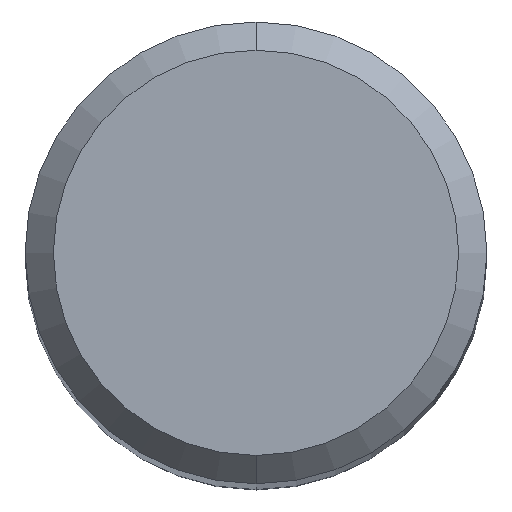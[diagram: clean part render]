
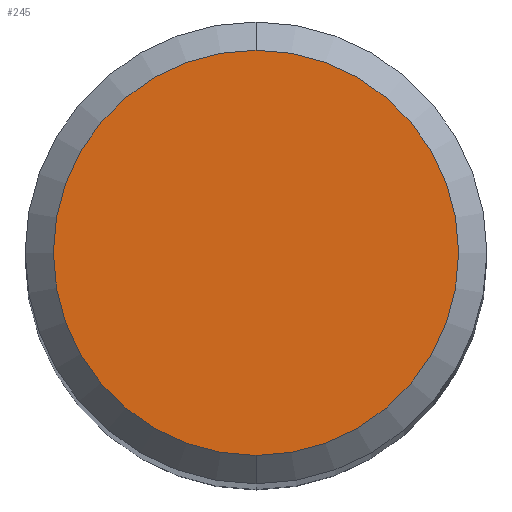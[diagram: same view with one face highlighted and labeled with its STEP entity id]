
A CAD part, top view. The second image highlights one B-rep face of the part: STEP entity #245.
In plain terms, the highlighted planar face has unit normal (0, 0, 1).
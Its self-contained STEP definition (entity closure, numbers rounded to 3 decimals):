
#161=VERTEX_POINT('',#397);
#171=EDGE_CURVE('',#229,#161,#411,.T.);
#229=VERTEX_POINT('',#475);
#237=EDGE_CURVE('',#161,#229,#483,.T.);
#245=ADVANCED_FACE('',(#492),#493,.T.);
#397=CARTESIAN_POINT('',(0.,-2.15,0.0));
#411=CIRCLE('',#673,2.15);
#475=CARTESIAN_POINT('',(0.0,2.15,0.0));
#483=CIRCLE('',#770,2.15);
#492=FACE_OUTER_BOUND('',#779,.T.);
#493=PLANE('',#780);
#673=AXIS2_PLACEMENT_3D('',#997,#998,#999);
#770=AXIS2_PLACEMENT_3D('',#1083,#1084,#1085);
#779=EDGE_LOOP('',(#1095,#1096));
#780=AXIS2_PLACEMENT_3D('',#1097,#1098,#1099);
#997=CARTESIAN_POINT('',(0.0,0.0,0.0));
#998=DIRECTION('',(0.0,0.0,-1.0));
#999=DIRECTION('',(0.0,1.0,0.0));
#1083=CARTESIAN_POINT('',(0.0,0.0,0.0));
#1084=DIRECTION('',(0.0,0.0,-1.0));
#1085=DIRECTION('',(0.0,1.0,0.0));
#1095=ORIENTED_EDGE('',*,*,#171,.F.);
#1096=ORIENTED_EDGE('',*,*,#237,.F.);
#1097=CARTESIAN_POINT('',(0.0,1.075,0.0));
#1098=DIRECTION('',(-0.0,0.0,1.0));
#1099=DIRECTION('',(0.0,-1.0,0.0));
